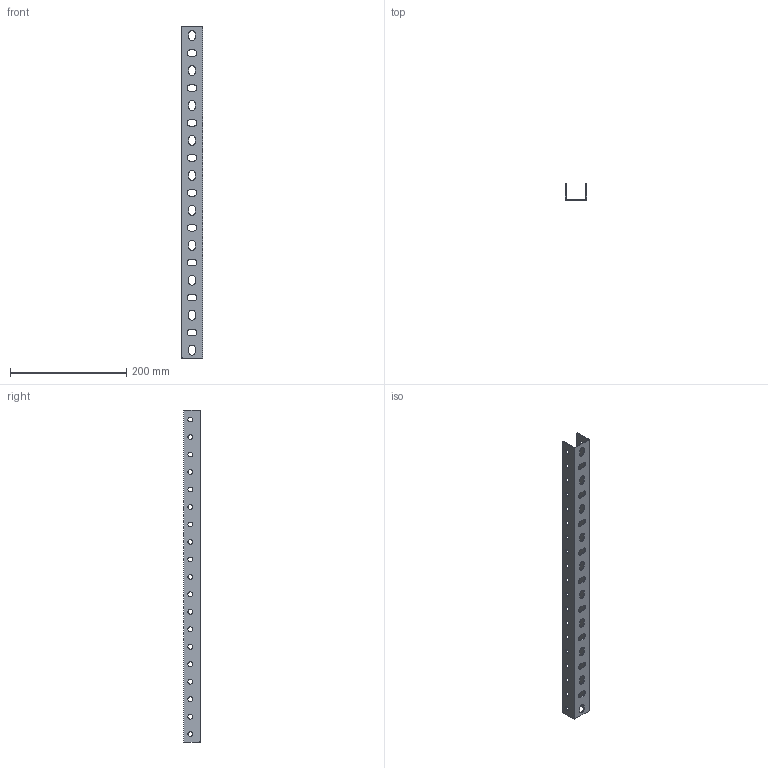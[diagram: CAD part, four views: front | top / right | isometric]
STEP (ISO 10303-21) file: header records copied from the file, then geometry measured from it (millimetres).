
FILE_DESCRIPTION(/* description */ (''),/* implementation_level */ '2;1');
FILE_NAME(/* name */ 'UP550.ipt.stp',/* time_stamp */ '2023-05-18T10:23:22+03:00',/* author */ ('Man88'),/* organization */ (''),/* preprocessor_version */ 'ST-DEVELOPER v19.2',/* originating_system */ 'Autodesk Inventor 2023',/* authorisation */ '');
FILE_SCHEMA (('AUTOMOTIVE_DESIGN { 1 0 10303 214 3 1 1 }'));
Length unit declared in the file: millimetre
Products named in the file (1): Универсальный 
профиль 550
Bounding box: 36.64 x 29 x 570 mm (x, y, z)
Volume: 70755.5 mm3; surface area: 99120.8 mm2
Topology: 1 solids, 1 shells, 132 faces, 390 edges, 260 vertices
Faces by surface type: cylinder 76, plane 56
Full cylindrical faces by diameter (mm): 8.2 x38
Entity records: 4869 total; most frequent: DIRECTION 808, CARTESIAN_POINT 783, ORIENTED_EDGE 780, EDGE_CURVE 390, AXIS2_PLACEMENT_3D 285, VERTEX_POINT 260, EDGE_LOOP 246, LINE 238
